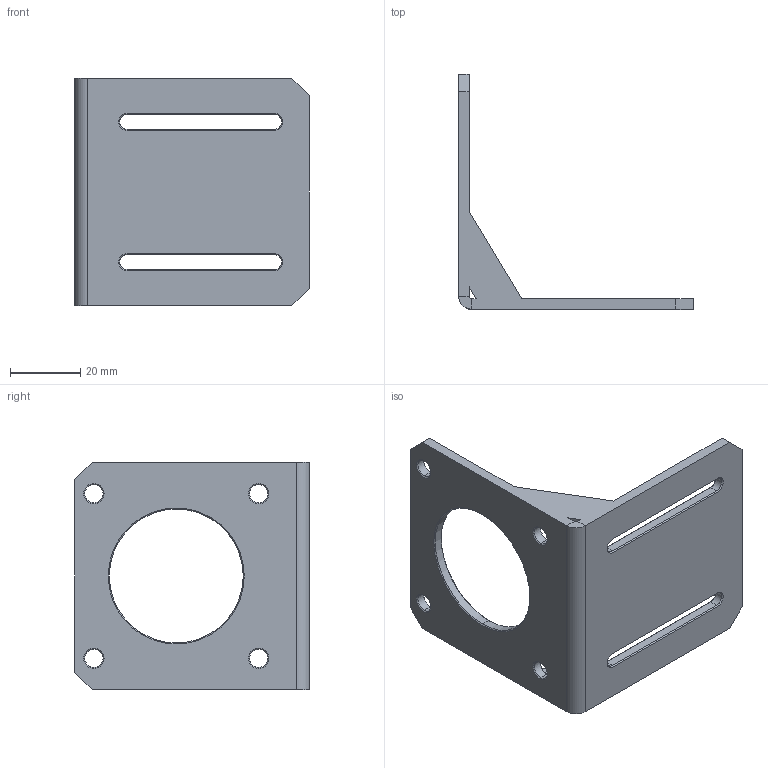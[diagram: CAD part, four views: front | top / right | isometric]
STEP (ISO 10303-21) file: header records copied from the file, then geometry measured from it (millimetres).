
FILE_DESCRIPTION (( 'STEP AP214' ), '1' );
FILE_NAME ('Bracket_NEMA23.STEP', '2016-07-23T00:08:30', ( '' ), ( '' ), 'SwSTEP 2.0', 'SolidWorks 2016', '' );
FILE_SCHEMA (( 'AUTOMOTIVE_DESIGN' ));
Length unit declared in the file: millimetre
Products named in the file (1): Bracket_NEMA23
Bounding box: 66.98 x 66.98 x 65 mm (x, y, z)
Volume: 21435.8 mm3; surface area: 16446.1 mm2
Topology: 1 solids, 1 shells, 76 faces, 204 edges, 126 vertices
Faces by surface type: plane 32, cone 28, cylinder 16
Entity records: 2432 total; most frequent: DIRECTION 432, ORIENTED_EDGE 408, CARTESIAN_POINT 407, EDGE_CURVE 204, AXIS2_PLACEMENT_3D 151, LINE 130, VECTOR 130, VERTEX_POINT 126
